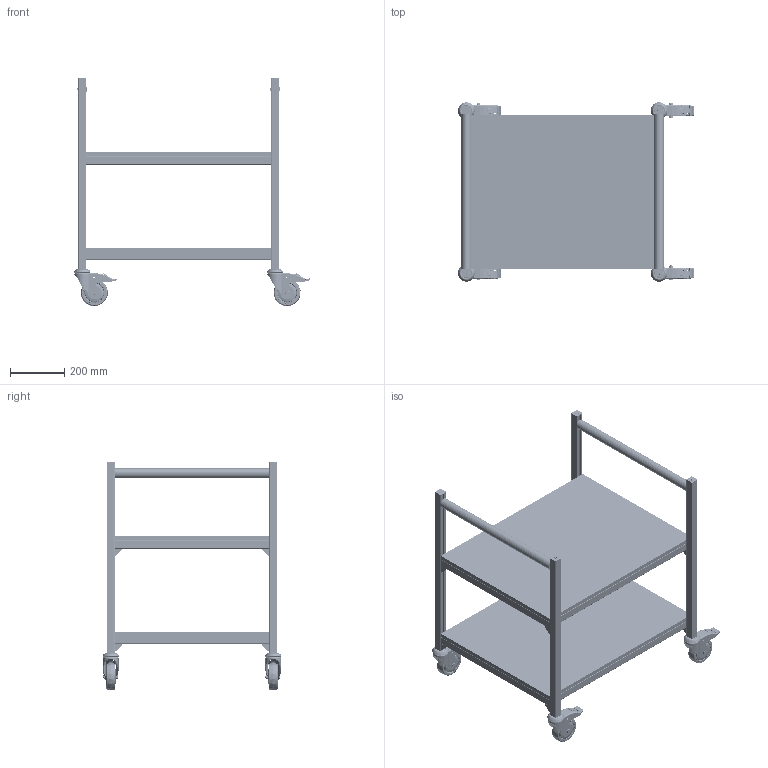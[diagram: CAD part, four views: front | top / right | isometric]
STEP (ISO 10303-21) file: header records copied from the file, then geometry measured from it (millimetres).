
FILE_DESCRIPTION(/* description */ (''),/* implementation_level */ '2;1');
FILE_NAME(/* name */ '290930-0S.step',/* time_stamp */ '2021-09-06T08:51:18+02:00',/* author */ ('schmidta'),/* organization */ (''),/* preprocessor_version */ 'ST-DEVELOPER v18.1',/* originating_system */ 'Autodesk Inventor 2021',/* authorisation */ '');
FILE_SCHEMA (('AUTOMOTIVE_DESIGN { 1 0 10303 214 3 1 1 }'));
Products named in the file (19): MTW_1-00078631; 20-1085-0FZ.003; MTW_1-00049010; 21-0955-1FZ.000; MTW_1-00047427; leer; 22-1149-7FZ.000; 21-1666-0FZ.001; leer_1; leer_2; 20-1124-0FZ.001; MTW_1-00047400; 20-1124-0FZ.001_1; leer_3; leer_4; leer_5; leer_6; MTW_1-00126776; 21-0905-1FZ.001
Assembly tree (89 placements, depth 3):
  MTW_1-00078631
    20-1085-0FZ.003  x4
    MTW_1-00049010  x2
    21-0955-1FZ.000  x4
    MTW_1-00047427  x2
    leer  x4
      22-1149-7FZ.000
      21-1666-0FZ.001
    leer_1  x4
    leer_2  x4
    20-1124-0FZ.001  x4
    MTW_1-00047400  x2
    20-1124-0FZ.001_1  x4
    leer_3  x8
      21-0905-1FZ.001
      leer_6
      MTW_1-00126776
    leer_4  x8
    leer_5  x8
    leer_6  x8
    MTW_1-00126776  x8
    21-0905-1FZ.001  x8
Bounding box: 867.38 x 658.74 x 837.53 mm (x, y, z)
Volume: 16221646.3 mm3; surface area: 5897268.8 mm2
Topology: 166 solids, 166 shells, 13752 faces, 35524 edges, 21580 vertices
Faces by surface type: plane 5110, cylinder 4686, bspline 2324, sphere 784, cone 480, torus 368
Full cylindrical faces by diameter (mm): 2.92 x8, 4.3 x8, 4.917 x24, 6 x24, 6.3 x8, 6.647 x4, 8 x20, 8.1 x16, 8.5 x8, 10 x24, 11 x4, 11.63 x4, 12 x4, 13 x4, 14.2 x4, 15 x8, 15.24 x4, 18.2 x4, 20 x8, 21.5 x8, 32 x8, 35 x4, 36.5 x4, 48.5 x4, 50 x8, 53.5 x4, 65 x8, 69 x8, 77.067 x8, 81.2 x8
Entity records: 72748 total; most frequent: CARTESIAN_POINT 22484, ORIENTED_EDGE 10334, DIRECTION 9466, EDGE_CURVE 5167, VERTEX_POINT 3319, AXIS2_PLACEMENT_3D 3259, LINE 2948, VECTOR 2948
